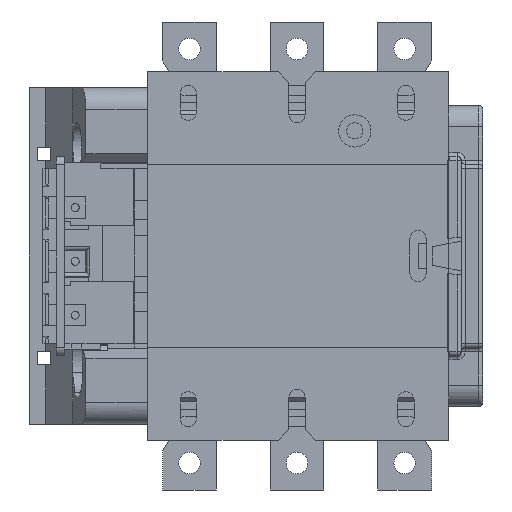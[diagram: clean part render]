
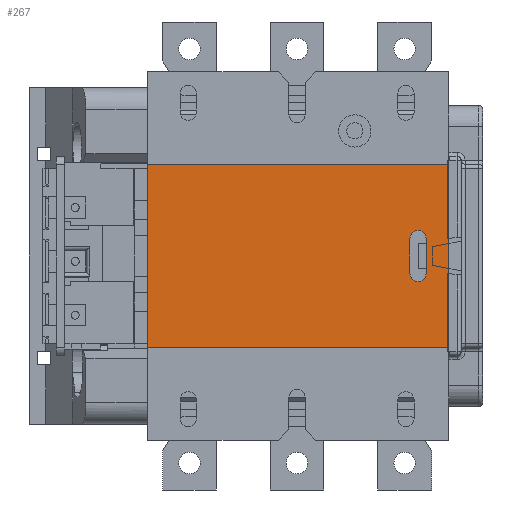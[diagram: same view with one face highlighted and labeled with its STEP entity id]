
A CAD part, left-side view. The second image highlights one B-rep face of the part: STEP entity #267.
In plain terms, the highlighted planar face has unit normal (-1, 0, 0).
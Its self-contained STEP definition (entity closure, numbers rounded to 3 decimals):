
#267 = ADVANCED_FACE ( 'NONE', ( #16341, #16345 ), #9146, .F. ) ;
#1181 = VERTEX_POINT ( 'NONE', #22579 ) ;
#1188 = VERTEX_POINT ( 'NONE', #22586 ) ;
#2220 = VERTEX_POINT ( 'NONE', #23618 ) ;
#2222 = VERTEX_POINT ( 'NONE', #23620 ) ;
#2490 = VERTEX_POINT ( 'NONE', #23918 ) ;
#2491 = VERTEX_POINT ( 'NONE', #23919 ) ;
#2877 = ORIENTED_EDGE ( 'NONE', *, *, #14810, .T. ) ;
#2878 = ORIENTED_EDGE ( 'NONE', *, *, #5529, .T. ) ;
#2879 = ORIENTED_EDGE ( 'NONE', *, *, #14793, .T. ) ;
#2880 = ORIENTED_EDGE ( 'NONE', *, *, #14803, .T. ) ;
#2881 = ORIENTED_EDGE ( 'NONE', *, *, #14809, .T. ) ;
#2882 = ORIENTED_EDGE ( 'NONE', *, *, #7672, .T. ) ;
#2883 = ORIENTED_EDGE ( 'NONE', *, *, #14808, .F. ) ;
#2884 = ORIENTED_EDGE ( 'NONE', *, *, #11037, .F. ) ;
#2885 = ORIENTED_EDGE ( 'NONE', *, *, #14811, .T. ) ;
#5529 = EDGE_CURVE ( 'NONE', #2222, #2220, #26304, .T. ) ;
#7672 = EDGE_CURVE ( 'NONE', #1181, #1188, #29976, .T. ) ;
#9146 = PLANE ( 'NONE',  #15143 ) ;
#9147 = CARTESIAN_POINT ( 'NONE',  ( -180.5, 55.5, 34.1 ) ) ;
#9152 = DIRECTION ( 'NONE',  ( 1., 0., 0. ) ) ;
#9153 = DIRECTION ( 'NONE',  ( 0., 0., -1. ) ) ;
#11037 = EDGE_CURVE ( 'NONE', #2490, #2491, #32367, .T. ) ;
#12878 = EDGE_LOOP ( 'NONE', ( #2882, #2883, #2884, #2885 ) ) ;
#12880 = EDGE_LOOP ( 'NONE', ( #2877, #2878, #2879, #2880, #2881 ) ) ;
#14793 = EDGE_CURVE ( 'NONE', #2220, #40444, #36544, .T. ) ;
#14803 = EDGE_CURVE ( 'NONE', #40444, #40445, #36564, .T. ) ;
#14808 = EDGE_CURVE ( 'NONE', #2491, #1188, #36577, .T. ) ;
#14809 = EDGE_CURVE ( 'NONE', #40445, #40443, #36580, .T. ) ;
#14810 = EDGE_CURVE ( 'NONE', #40443, #2222, #36557, .T. ) ;
#14811 = EDGE_CURVE ( 'NONE', #2490, #1181, #36581, .T. ) ;
#15143 = AXIS2_PLACEMENT_3D ( 'NONE', #9147, #9152, #9153 ) ;
#16341 = FACE_BOUND ( 'NONE', #12880, .T. ) ;
#16345 = FACE_OUTER_BOUND ( 'NONE', #12878, .T. ) ;
#20242 = AXIS2_PLACEMENT_3D ( 'NONE', #26064, #26065, #26066 ) ;
#20572 = AXIS2_PLACEMENT_3D ( 'NONE', #37103, #37115, #37116 ) ;
#20576 = AXIS2_PLACEMENT_3D ( 'NONE', #37140, #37148, #37149 ) ;
#22579 = CARTESIAN_POINT ( 'NONE',  ( -180.5, -56.5, -34.1 ) ) ;
#22586 = CARTESIAN_POINT ( 'NONE',  ( -180.5, -56.5, 34.1 ) ) ;
#23618 = CARTESIAN_POINT ( 'NONE',  ( -180.5, -45., 9.5 ) ) ;
#23620 = CARTESIAN_POINT ( 'NONE',  ( -180.5, -42., 6.5 ) ) ;
#23918 = CARTESIAN_POINT ( 'NONE',  ( -180.5, 55.5, -34.1 ) ) ;
#23919 = CARTESIAN_POINT ( 'NONE',  ( -180.5, 55.5, 34.1 ) ) ;
#26064 = CARTESIAN_POINT ( 'NONE',  ( -180.5, -45., 6.5 ) ) ;
#26065 = DIRECTION ( 'NONE',  ( 1., 0., 0. ) ) ;
#26066 = DIRECTION ( 'NONE',  ( 0., 0., -1. ) ) ;
#26304 = CIRCLE ( 'NONE', #20242, 3. ) ;
#29062 = CARTESIAN_POINT ( 'NONE',  ( -180.5, -56.5, 34.1 ) ) ;
#29063 = DIRECTION ( 'NONE',  ( 0., 0., 1. ) ) ;
#29976 = LINE ( 'NONE', #29062, #29977 ) ;
#29977 = VECTOR ( 'NONE', #29063, 1000. ) ;
#32149 = CARTESIAN_POINT ( 'NONE',  ( -180.5, 55.5, 34.1 ) ) ;
#32150 = DIRECTION ( 'NONE',  ( 0., 0., 1. ) ) ;
#32367 = LINE ( 'NONE', #32149, #32368 ) ;
#32368 = VECTOR ( 'NONE', #32150, 1000. ) ;
#36544 = CIRCLE ( 'NONE', #20572, 3. ) ;
#36555 = VECTOR ( 'NONE', #37151, 1000. ) ;
#36557 = LINE ( 'NONE', #37150, #36555 ) ;
#36564 = LINE ( 'NONE', #37135, #36565 ) ;
#36565 = VECTOR ( 'NONE', #37136, 1000. ) ;
#36577 = LINE ( 'NONE', #37146, #36578 ) ;
#36578 = VECTOR ( 'NONE', #37147, 1000. ) ;
#36580 = CIRCLE ( 'NONE', #20576, 3. ) ;
#36581 = LINE ( 'NONE', #37152, #36583 ) ;
#36583 = VECTOR ( 'NONE', #37153, 1000. ) ;
#37103 = CARTESIAN_POINT ( 'NONE',  ( -180.5, -45., 6.5 ) ) ;
#37115 = DIRECTION ( 'NONE',  ( 1., 0., 0. ) ) ;
#37116 = DIRECTION ( 'NONE',  ( 0., 0., -1. ) ) ;
#37135 = CARTESIAN_POINT ( 'NONE',  ( -180.5, -48., 34.1 ) ) ;
#37136 = DIRECTION ( 'NONE',  ( 0., 0., -1. ) ) ;
#37140 = CARTESIAN_POINT ( 'NONE',  ( -180.5, -45., -6.5 ) ) ;
#37146 = CARTESIAN_POINT ( 'NONE',  ( -180.5, 55.5, 34.1 ) ) ;
#37147 = DIRECTION ( 'NONE',  ( 0., -1., 0. ) ) ;
#37148 = DIRECTION ( 'NONE',  ( 1., 0., 0. ) ) ;
#37149 = DIRECTION ( 'NONE',  ( 0., 0., -1. ) ) ;
#37150 = CARTESIAN_POINT ( 'NONE',  ( -180.5, -42., 34.1 ) ) ;
#37151 = DIRECTION ( 'NONE',  ( 0., 0., 1. ) ) ;
#37152 = CARTESIAN_POINT ( 'NONE',  ( -180.5, 55.5, -34.1 ) ) ;
#37153 = DIRECTION ( 'NONE',  ( 0., -1., 0. ) ) ;
#39173 = CARTESIAN_POINT ( 'NONE',  ( -180.5, -42., -6.5 ) ) ;
#39174 = CARTESIAN_POINT ( 'NONE',  ( -180.5, -48., 6.5 ) ) ;
#39175 = CARTESIAN_POINT ( 'NONE',  ( -180.5, -48., -6.5 ) ) ;
#40443 = VERTEX_POINT ( 'NONE', #39173 ) ;
#40444 = VERTEX_POINT ( 'NONE', #39174 ) ;
#40445 = VERTEX_POINT ( 'NONE', #39175 ) ;
